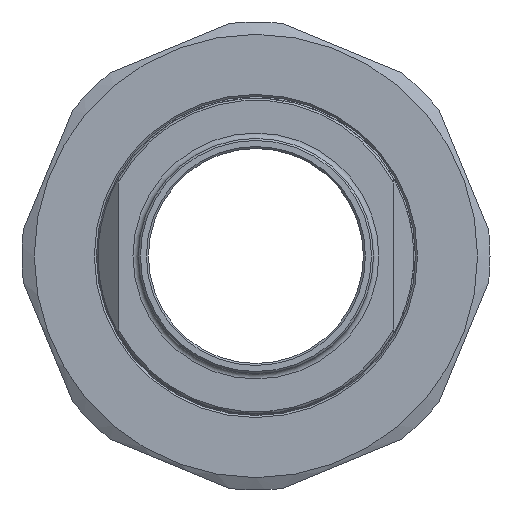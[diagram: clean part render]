
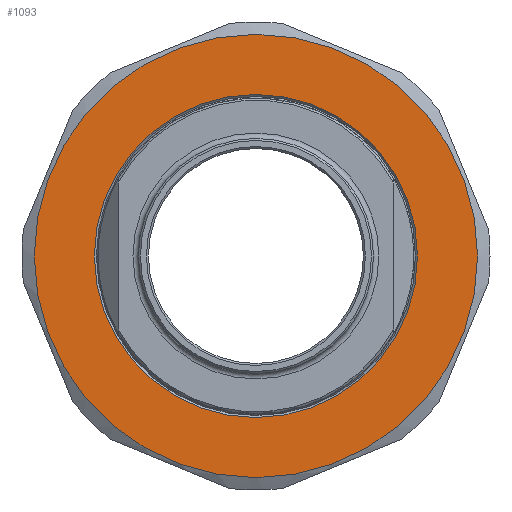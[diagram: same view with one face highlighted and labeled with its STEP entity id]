
A CAD part, left-side view. The second image highlights one B-rep face of the part: STEP entity #1093.
In plain terms, the highlighted planar face has unit normal (-1, 0, 0).
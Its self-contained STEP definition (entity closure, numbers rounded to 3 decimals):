
#64=FACE_BOUND('',#189,.T.);
#75=PLANE('',#1239);
#120=FACE_OUTER_BOUND('',#188,.T.);
#188=EDGE_LOOP('',(#754));
#189=EDGE_LOOP('',(#755));
#371=CIRCLE('',#1238,24.05);
#372=CIRCLE('',#1240,33.);
#464=VERTEX_POINT('',#1805);
#465=VERTEX_POINT('',#1809);
#577=EDGE_CURVE('',#464,#464,#371,.T.);
#579=EDGE_CURVE('',#465,#465,#372,.T.);
#754=ORIENTED_EDGE('',*,*,#579,.T.);
#755=ORIENTED_EDGE('',*,*,#577,.F.);
#1093=ADVANCED_FACE('',(#120,#64),#75,.T.);
#1238=AXIS2_PLACEMENT_3D('',#1806,#1421,#1422);
#1239=AXIS2_PLACEMENT_3D('',#1808,#1424,#1425);
#1240=AXIS2_PLACEMENT_3D('',#1810,#1426,#1427);
#1421=DIRECTION('center_axis',(-1.,0.,0.));
#1422=DIRECTION('ref_axis',(0.,1.,0.));
#1424=DIRECTION('center_axis',(-1.,0.,0.));
#1425=DIRECTION('ref_axis',(0.,0.,1.));
#1426=DIRECTION('center_axis',(-1.,0.,0.));
#1427=DIRECTION('ref_axis',(0.,1.,0.));
#1805=CARTESIAN_POINT('',(-23.,-24.05,0.));
#1806=CARTESIAN_POINT('Origin',(-23.,0.,0.));
#1808=CARTESIAN_POINT('Origin',(-23.,0.,0.));
#1809=CARTESIAN_POINT('',(-23.,-33.,0.));
#1810=CARTESIAN_POINT('Origin',(-23.,0.,0.));
